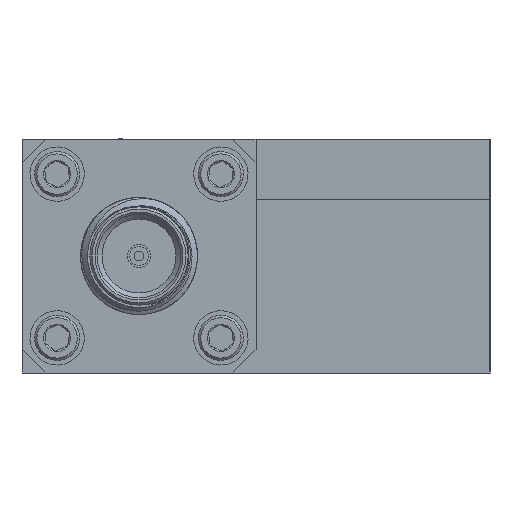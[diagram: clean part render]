
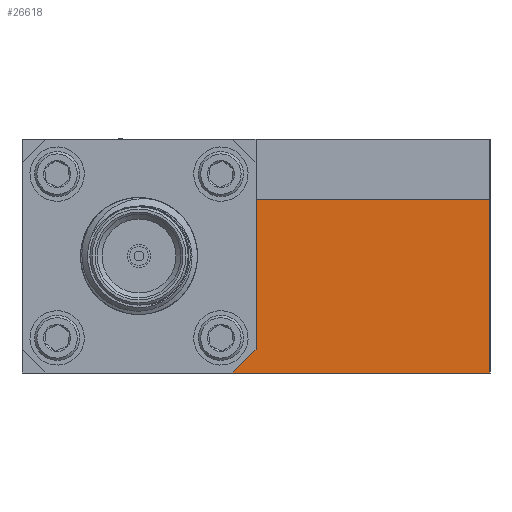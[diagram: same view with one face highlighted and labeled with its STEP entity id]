
A CAD part, left-side view. The second image highlights one B-rep face of the part: STEP entity #26618.
In plain terms, the highlighted planar face has unit normal (-1, 0, 0).
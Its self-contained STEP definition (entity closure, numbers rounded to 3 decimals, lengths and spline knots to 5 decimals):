
#729 = EDGE_CURVE ( 'NONE', #22778, #33394, #23744, .T. ) ;
#2142 = PLANE ( 'NONE',  #35367 ) ;
#3000 = CARTESIAN_POINT ( 'NONE',  ( -1.25, 0., 0.12 ) ) ;
#4225 = CARTESIAN_POINT ( 'NONE',  ( -1.25, -0.5, 0.12 ) ) ;
#4595 = LINE ( 'NONE', #12473, #13086 ) ;
#4607 = DIRECTION ( 'NONE',  ( 0., 0., -1. ) ) ;
#5021 = EDGE_CURVE ( 'NONE', #27063, #33394, #4595, .T. ) ;
#9306 = LINE ( 'NONE', #22377, #26727 ) ;
#9367 = EDGE_LOOP ( 'NONE', ( #33139, #12746, #34033, #13972, #16844 ) ) ;
#11487 = LINE ( 'NONE', #30296, #26078 ) ;
#11540 = VERTEX_POINT ( 'NONE', #25214 ) ;
#11706 = CARTESIAN_POINT ( 'NONE',  ( -1.25, -0.5, -0.25 ) ) ;
#12473 = CARTESIAN_POINT ( 'NONE',  ( -1.25, -0.5, -0.25 ) ) ;
#12746 = ORIENTED_EDGE ( 'NONE', *, *, #28020, .F. ) ;
#12772 = VERTEX_POINT ( 'NONE', #3000 ) ;
#13055 = CARTESIAN_POINT ( 'NONE',  ( -1.25, -0.5, 0.25 ) ) ;
#13086 = VECTOR ( 'NONE', #14985, 39.37008 ) ;
#13587 = DIRECTION ( 'NONE',  ( 1., 0., 0. ) ) ;
#13972 = ORIENTED_EDGE ( 'NONE', *, *, #5021, .T. ) ;
#14730 = VECTOR ( 'NONE', #23153, 39.37008 ) ;
#14985 = DIRECTION ( 'NONE',  ( 0., -1., 0. ) ) ;
#16844 = ORIENTED_EDGE ( 'NONE', *, *, #729, .F. ) ;
#17115 = CARTESIAN_POINT ( 'NONE',  ( -1.25, 0.05, -0.25 ) ) ;
#18204 = CARTESIAN_POINT ( 'NONE',  ( -1.25, -0.5, 0.25 ) ) ;
#19136 = FACE_OUTER_BOUND ( 'NONE', #9367, .T. ) ;
#19959 = VECTOR ( 'NONE', #4607, 39.37008 ) ;
#20225 = DIRECTION ( 'NONE',  ( 0., 0.707, -0.707 ) ) ;
#22377 = CARTESIAN_POINT ( 'NONE',  ( -1.25, 0.025, -0.225 ) ) ;
#22778 = VERTEX_POINT ( 'NONE', #4225 ) ;
#23153 = DIRECTION ( 'NONE',  ( 0., -1., 0. ) ) ;
#23744 = LINE ( 'NONE', #18204, #19959 ) ;
#24281 = EDGE_CURVE ( 'NONE', #12772, #22778, #28367, .T. ) ;
#24960 = EDGE_CURVE ( 'NONE', #11540, #27063, #9306, .T. ) ;
#25214 = CARTESIAN_POINT ( 'NONE',  ( -1.25, 0., -0.2 ) ) ;
#26078 = VECTOR ( 'NONE', #27970, 39.37008 ) ;
#26618 = ADVANCED_FACE ( 'NONE', ( #19136 ), #2142, .F. ) ;
#26727 = VECTOR ( 'NONE', #20225, 39.37008 ) ;
#27063 = VERTEX_POINT ( 'NONE', #17115 ) ;
#27970 = DIRECTION ( 'NONE',  ( 0., 0., 1. ) ) ;
#28020 = EDGE_CURVE ( 'NONE', #11540, #12772, #11487, .T. ) ;
#28022 = CARTESIAN_POINT ( 'NONE',  ( -1.25, -0.5, 0.12 ) ) ;
#28367 = LINE ( 'NONE', #28022, #14730 ) ;
#29719 = DIRECTION ( 'NONE',  ( 0., 1., 0. ) ) ;
#30296 = CARTESIAN_POINT ( 'NONE',  ( -1.25, 0., -0.25 ) ) ;
#33139 = ORIENTED_EDGE ( 'NONE', *, *, #24281, .F. ) ;
#33394 = VERTEX_POINT ( 'NONE', #11706 ) ;
#34033 = ORIENTED_EDGE ( 'NONE', *, *, #24960, .T. ) ;
#35367 = AXIS2_PLACEMENT_3D ( 'NONE', #13055, #13587, #29719 ) ;
